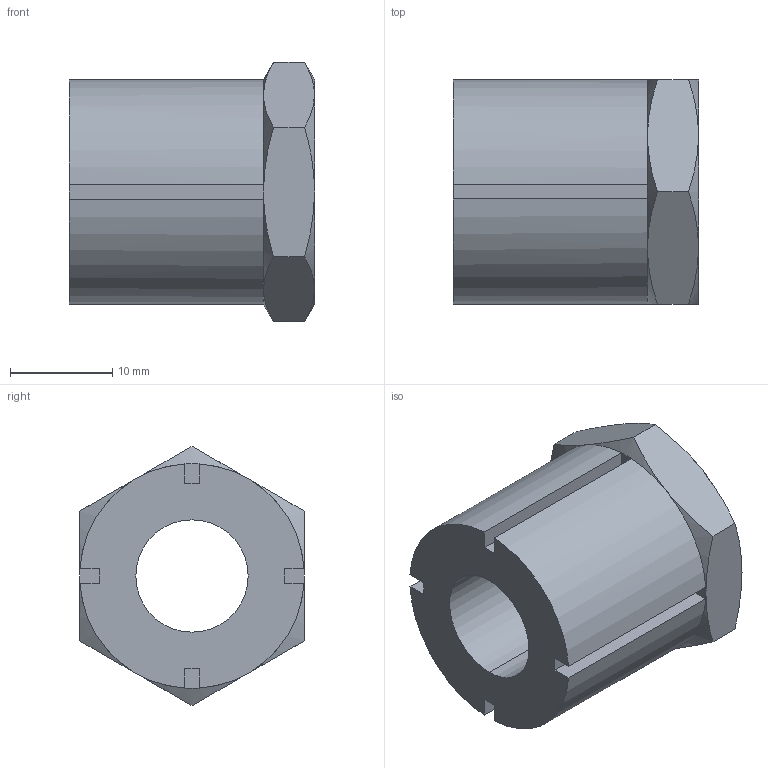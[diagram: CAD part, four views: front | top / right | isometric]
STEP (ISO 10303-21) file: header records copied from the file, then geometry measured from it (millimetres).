
FILE_DESCRIPTION(('STEP AP214'),'1');
FILE_NAME(' ',' ',('TraceParts'),('TraceParts S.A.'),'XStep 1.0',' ',' ');
FILE_SCHEMA(('automotive_design'));
Length unit declared in the file: millimetre
Products named in the file (1): 1
Bounding box: 24 x 22 x 25.4 mm (x, y, z)
Volume: 6813 mm3; surface area: 3417.9 mm2
Topology: 1 solids, 1 shells, 42 faces, 100 edges, 60 vertices
Faces by surface type: plane 24, cone 12, cylinder 6
Entity records: 2332 total; most frequent: CARTESIAN_POINT 251, STYLED_ITEM 203, PRESENTATION_STYLE_ASSIGNMENT 203, COLOUR_RGB 203, ORIENTED_EDGE 200, DIRECTION 190, EDGE_CURVE 100, CURVE_STYLE 100
